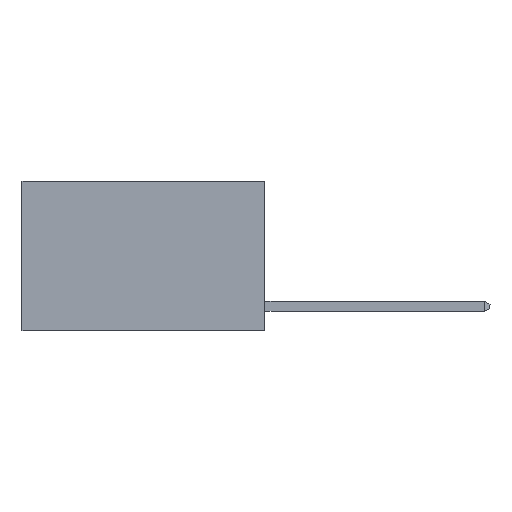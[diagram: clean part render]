
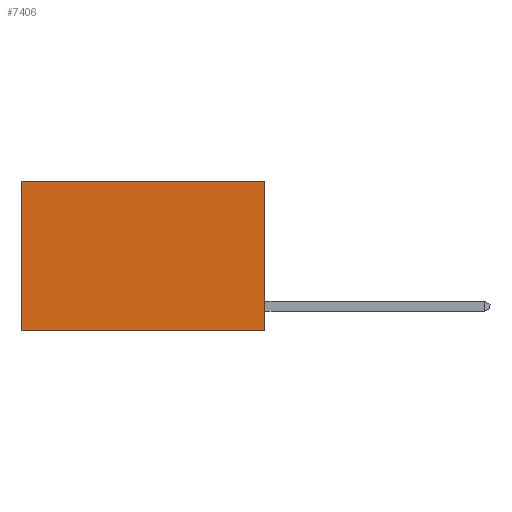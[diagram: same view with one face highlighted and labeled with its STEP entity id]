
A CAD part, left-side view. The second image highlights one B-rep face of the part: STEP entity #7406.
In plain terms, the highlighted planar face has unit normal (-1, 0, 0).
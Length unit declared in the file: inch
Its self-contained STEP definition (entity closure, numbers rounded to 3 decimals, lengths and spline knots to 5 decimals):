
#573 = LINE ( 'NONE', #10978, #5475 ) ;
#740 = EDGE_CURVE ( 'NONE', #7184, #11464, #573, .T. ) ;
#862 = VECTOR ( 'NONE', #1872, 39.37008 ) ;
#1577 = VERTEX_POINT ( 'NONE', #5551 ) ;
#1872 = DIRECTION ( 'NONE',  ( 0., 1., 0. ) ) ;
#1893 = CARTESIAN_POINT ( 'NONE',  ( 0.2625, 0.6, -0.37 ) ) ;
#1976 = EDGE_CURVE ( 'NONE', #7184, #1577, #11203, .T. ) ;
#2137 = CARTESIAN_POINT ( 'NONE',  ( 0.2625, 0., 0. ) ) ;
#2547 = ORIENTED_EDGE ( 'NONE', *, *, #7005, .F. ) ;
#3189 = ORIENTED_EDGE ( 'NONE', *, *, #4797, .T. ) ;
#3485 = VECTOR ( 'NONE', #5002, 39.37008 ) ;
#3962 = CARTESIAN_POINT ( 'NONE',  ( 0.2625, 0.6, 0. ) ) ;
#4797 = EDGE_CURVE ( 'NONE', #1577, #6654, #6808, .T. ) ;
#5002 = DIRECTION ( 'NONE',  ( 0., 0., -1. ) ) ;
#5025 = VECTOR ( 'NONE', #8858, 39.37008 ) ;
#5359 = CARTESIAN_POINT ( 'NONE',  ( 0.2625, 0., 0. ) ) ;
#5475 = VECTOR ( 'NONE', #9553, 39.37008 ) ;
#5500 = FACE_OUTER_BOUND ( 'NONE', #12067, .T. ) ;
#5551 = CARTESIAN_POINT ( 'NONE',  ( 0.2625, 0.6, 0. ) ) ;
#5699 = DIRECTION ( 'NONE',  ( 0., 0., -1. ) ) ;
#6654 = VERTEX_POINT ( 'NONE', #1893 ) ;
#6808 = LINE ( 'NONE', #3962, #3485 ) ;
#7005 = EDGE_CURVE ( 'NONE', #11464, #6654, #10118, .T. ) ;
#7184 = VERTEX_POINT ( 'NONE', #5359 ) ;
#7406 = ADVANCED_FACE ( 'NONE', ( #5500 ), #7763, .F. ) ;
#7679 = ORIENTED_EDGE ( 'NONE', *, *, #740, .F. ) ;
#7763 = PLANE ( 'NONE',  #11275 ) ;
#7986 = CARTESIAN_POINT ( 'NONE',  ( 0.2625, 0., -0.37 ) ) ;
#8674 = CARTESIAN_POINT ( 'NONE',  ( 0.2625, 0., 0. ) ) ;
#8858 = DIRECTION ( 'NONE',  ( 0., 1., 0. ) ) ;
#9361 = CARTESIAN_POINT ( 'NONE',  ( 0.2625, 0., -0.37 ) ) ;
#9478 = ORIENTED_EDGE ( 'NONE', *, *, #1976, .T. ) ;
#9553 = DIRECTION ( 'NONE',  ( 0., 0., -1. ) ) ;
#10118 = LINE ( 'NONE', #7986, #5025 ) ;
#10978 = CARTESIAN_POINT ( 'NONE',  ( 0.2625, 0., 0. ) ) ;
#11195 = DIRECTION ( 'NONE',  ( 1., 0., 0. ) ) ;
#11203 = LINE ( 'NONE', #2137, #862 ) ;
#11275 = AXIS2_PLACEMENT_3D ( 'NONE', #8674, #11195, #5699 ) ;
#11464 = VERTEX_POINT ( 'NONE', #9361 ) ;
#12067 = EDGE_LOOP ( 'NONE', ( #3189, #2547, #7679, #9478 ) ) ;
